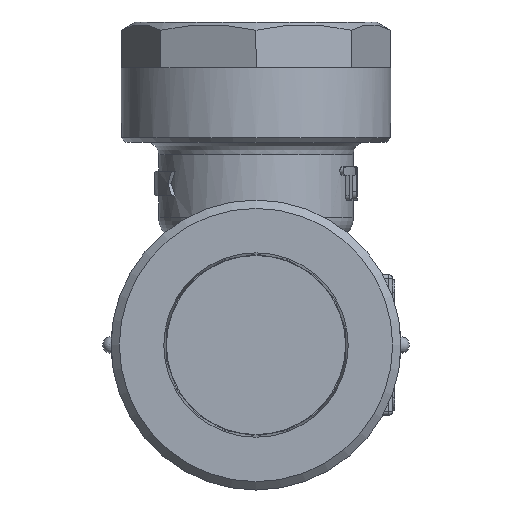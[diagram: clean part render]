
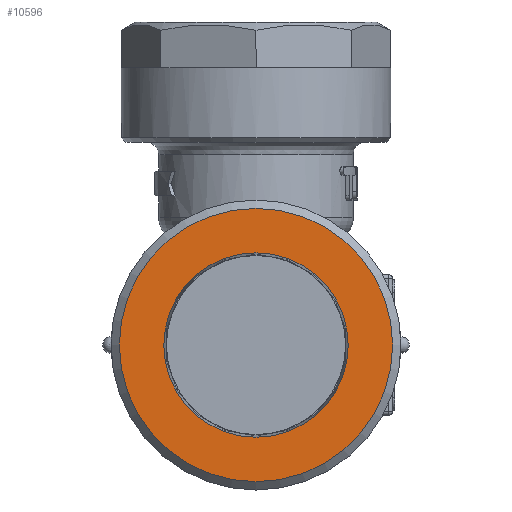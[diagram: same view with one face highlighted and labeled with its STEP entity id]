
A CAD part, left-side view. The second image highlights one B-rep face of the part: STEP entity #10596.
In plain terms, the highlighted planar face has unit normal (-1, 0, 0).
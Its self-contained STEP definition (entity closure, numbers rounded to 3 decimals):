
#110=CARTESIAN_POINT('',(-60.0,0.0,-22.26));
#111=VERTEX_POINT('',#110);
#112=CARTESIAN_POINT('',(-60.0,0.0,0.0));
#113=DIRECTION('',(1.0,0.0,0.0));
#114=DIRECTION('',(0.0,0.0,-1.0));
#115=AXIS2_PLACEMENT_3D('',#112,#113,#114);
#116=CIRCLE('',#115,22.26);
#117=EDGE_CURVE('',#111,#111,#116,.T.);
#9947=CARTESIAN_POINT('',(-60.0,0.,-33.0));
#9948=VERTEX_POINT('',#9947);
#9949=CARTESIAN_POINT('',(-60.0,0.0,0.0));
#9950=DIRECTION('',(-1.0,0.0,0.0));
#9951=DIRECTION('',(0.0,0.0,1.0));
#9952=AXIS2_PLACEMENT_3D('',#9949,#9950,#9951);
#9953=CIRCLE('',#9952,33.0);
#9954=EDGE_CURVE('',#9948,#9948,#9953,.T.);
#10585=CARTESIAN_POINT('',(-60.0,0.0,0.0));
#10586=DIRECTION('',(-1.0,0.0,0.0));
#10587=DIRECTION('',(0.0,0.0,1.0));
#10588=AXIS2_PLACEMENT_3D('',#10585,#10586,#10587);
#10589=PLANE('',#10588);
#10590=ORIENTED_EDGE('',*,*,#9954,.T.);
#10591=EDGE_LOOP('',(#10590));
#10592=FACE_OUTER_BOUND('',#10591,.T.);
#10593=ORIENTED_EDGE('',*,*,#117,.T.);
#10594=EDGE_LOOP('',(#10593));
#10595=FACE_BOUND('',#10594,.T.);
#10596=ADVANCED_FACE('',(#10592,#10595),#10589,.T.);
